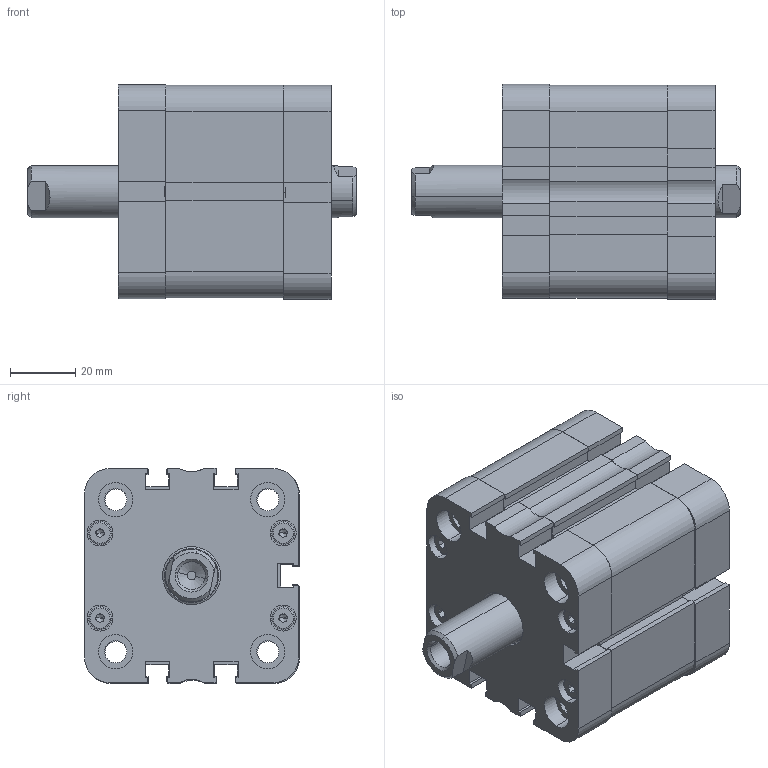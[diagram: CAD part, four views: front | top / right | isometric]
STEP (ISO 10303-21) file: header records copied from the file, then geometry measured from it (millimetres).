
FILE_DESCRIPTION (( 'STEP AP214' ), '1' );
FILE_NAME ('SM_004_050_0020_NP.STEP', '2019-11-14T13:02:50', ( '' ), ( '' ), 'SwSTEP 2.0', 'SolidWorks 2019', '' );
FILE_SCHEMA (( 'AUTOMOTIVE_DESIGN' ));
Length unit declared in the file: millimetre
Products named in the file (17): Kopia Magnes^T³ok kpl_DTW_Magnes D050; T硂k kpl^DTW_T坥k kpl - D050; Kopia SMART - U. t³oka S^T³ok kpl_DTW_U. tˆoka S - D050; Pokrywa przód kpl^DTW_Pokrywa prz¢d kpl - D050; Kopia SMART - U. typ Oring - pokrywa^Pokrywa przód kpl_DTW_U. typ Oring - D050; Tuleja^DTW_Tuleja - D050; Kopia T硂k^T硂k kpl_DTW_T坥k - D050; socket head thin cap screw_din_DIN 7984 - M4 x 18 --- 15.9N; socket set screw flat point_iso_ISO 4026 - M8 x 40-N; Kopia SMART - U. t³oczyska^Pokrywa przód kpl_DTW_U. tˆoczyska - D050; T³oczysko^DTW_Tˆoczysko - D050; SM_004_050_0020_NP; Kopia Pierœcieñ prowadz¹cy^T³ok kpl_DTW_Pier˜cieä prowadz¥cy D050; Kopia Tuleja prowadz¹ca^Pokrywa przód kpl_DTW_Tuleja prowadz¥ca - D050; Kopia SMART - U. t硂ka lu焠a^T硂k kpl_DTW_U. t坥ka lu玭a - D050; Kopia Pokrywa przód^Pokrywa przód kpl_DTW_Smart - Pok prz¢d - D050
Assembly tree (29 placements, depth 3):
  SM_004_050_0020_NP
    Pokrywa przód kpl^DTW_Pokrywa prz¢d kpl - D050
      Kopia Pokrywa przód^Pokrywa przód kpl_DTW_Smart - Pok prz¢d - D050
      Kopia SMART - U. typ Oring - pokrywa^Pokrywa przód kpl_DTW_U. typ Oring - D050
      Kopia Tuleja prowadz¹ca^Pokrywa przód kpl_DTW_Tuleja prowadz¥ca - D050
      Kopia SMART - U. t³oczyska^Pokrywa przód kpl_DTW_U. tˆoczyska - D050
    Pokrywa przód kpl^DTW_Pokrywa prz¢d kpl - D050
      Kopia Pokrywa przód^Pokrywa przód kpl_DTW_Smart - Pok prz¢d - D050
      Kopia SMART - U. typ Oring - pokrywa^Pokrywa przód kpl_DTW_U. typ Oring - D050
      Kopia Tuleja prowadz¹ca^Pokrywa przód kpl_DTW_Tuleja prowadz¥ca - D050
      Kopia SMART - U. t³oczyska^Pokrywa przód kpl_DTW_U. tˆoczyska - D050
    Tuleja^DTW_Tuleja - D050
    T硂k kpl^DTW_T坥k kpl - D050
      Kopia T硂k^T硂k kpl_DTW_T坥k - D050
      Kopia Magnes^T³ok kpl_DTW_Magnes D050
      Kopia Pierœcieñ prowadz¹cy^T³ok kpl_DTW_Pier˜cieä prowadz¥cy D050
      Kopia SMART - U. t硂ka lu焠a^T硂k kpl_DTW_U. t坥ka lu玭a - D050  x2
      Kopia SMART - U. t³oka S^T³ok kpl_DTW_U. tˆoka S - D050
    T³oczysko^DTW_Tˆoczysko - D050  x2
    socket head thin cap screw_din_DIN 7984 - M4 x 18 --- 15.9N  x8
    socket set screw flat point_iso_ISO 4026 - M8 x 40-N
Bounding box: 100.4 x 65.75 x 65.75 mm (x, y, z)
Volume: 166885.9 mm3; surface area: 109481.4 mm2
Topology: 27 solids, 27 shells, 1114 faces, 2734 edges, 1754 vertices
Faces by surface type: plane 534, cylinder 340, cone 106, bspline 102, torus 32
Entity records: 21995 total; most frequent: CARTESIAN_POINT 6224, DIRECTION 3122, ORIENTED_EDGE 3082, EDGE_CURVE 1541, AXIS2_PLACEMENT_3D 1112, VERTEX_POINT 1010, LINE 898, VECTOR 898
